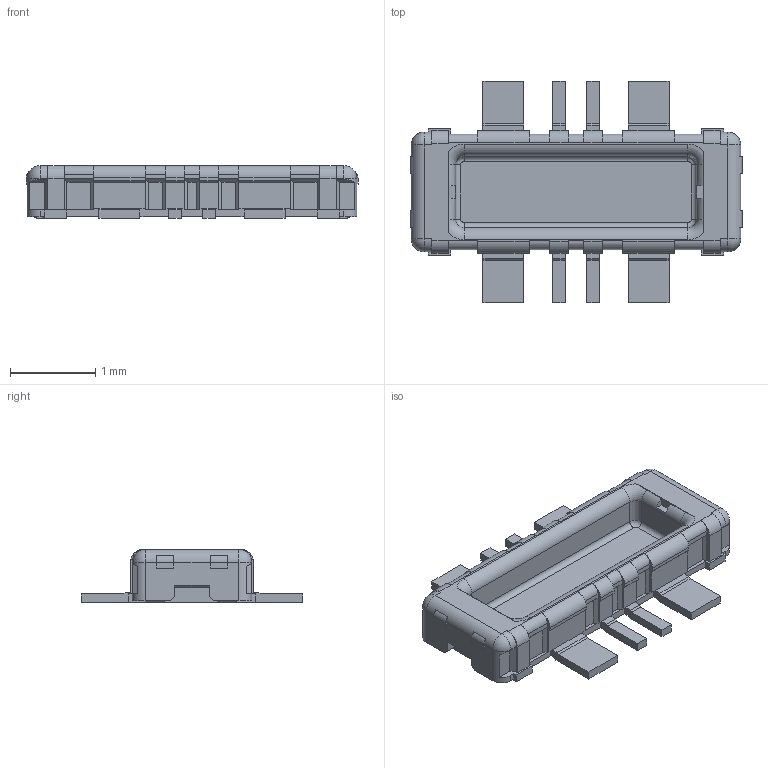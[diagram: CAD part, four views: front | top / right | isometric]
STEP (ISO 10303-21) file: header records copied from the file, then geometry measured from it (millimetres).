
FILE_DESCRIPTION((''),'2;1');
FILE_NAME('C-2386587-1','2021-06-16T00:01:14',('workeradm'),('TE Connectivity Ltd.'),'CREO PARAMETRIC BY PTC INC, 2019292','CREO PARAMETRIC BY PTC INC, 2019292','');
FILE_SCHEMA(('AUTOMOTIVE_DESIGN { 1 0 10303 214 1 1 1 1 }'));
Length unit declared in the file: millimetre
Products named in the file (1): C-2386587-1
Bounding box: 3.89 x 2.6 x 0.62 mm (x, y, z)
Volume: 2.1 mm3; surface area: 24.4 mm2
Topology: 1 solids, 1 shells, 379 faces, 1038 edges, 660 vertices
Faces by surface type: plane 301, cylinder 60, bspline 8, torus 4, sphere 4, cone 2
Entity records: 12518 total; most frequent: CARTESIAN_POINT 2649, ORIENTED_EDGE 2068, DIRECTION 1872, EDGE_CURVE 1034, VECTOR 834, LINE 834, VERTEX_POINT 660, AXIS2_PLACEMENT_3D 519
